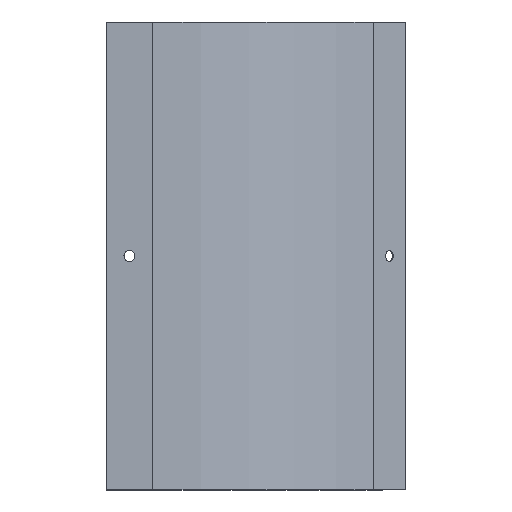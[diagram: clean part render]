
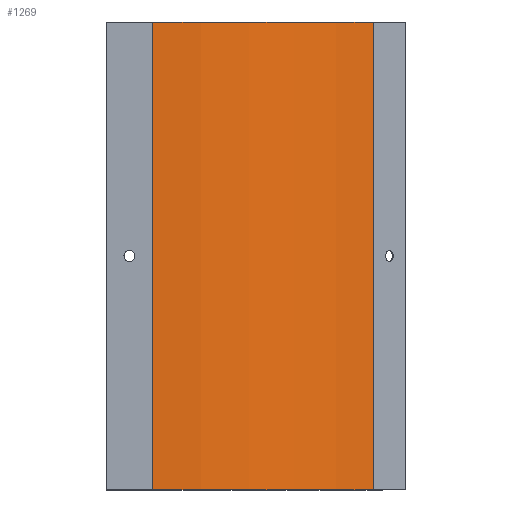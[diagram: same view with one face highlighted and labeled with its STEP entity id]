
A CAD part, front view. The second image highlights one B-rep face of the part: STEP entity #1269.
In plain terms, the highlighted cylindrical face has radius 200 mm (diameter 400 mm), a partial arc.
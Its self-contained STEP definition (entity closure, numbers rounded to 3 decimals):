
#25 = DIRECTION ( 'NONE',  ( 1., 0., 0. ) ) ;
#64 = DIRECTION ( 'NONE',  ( 0., 0., -1. ) ) ;
#75 = CARTESIAN_POINT ( 'NONE',  ( 171.213, 8.579, 0.8 ) ) ;
#83 = DIRECTION ( 'NONE',  ( 0., 0., 1. ) ) ;
#88 = CARTESIAN_POINT ( 'NONE',  ( 29.792, 150., 0.8 ) ) ;
#275 = EDGE_LOOP ( 'NONE', ( #932, #933, #935, #936 ) ) ;
#283 = VERTEX_POINT ( 'NONE', #871 ) ;
#296 = VERTEX_POINT ( 'NONE', #860 ) ;
#304 = VERTEX_POINT ( 'NONE', #852 ) ;
#310 = VERTEX_POINT ( 'NONE', #846 ) ;
#370 = CYLINDRICAL_SURFACE ( 'NONE', #971, 200. ) ;
#412 = EDGE_CURVE ( 'NONE', #310, #296, #593, .T. ) ;
#450 = EDGE_CURVE ( 'NONE', #304, #310, #522, .T. ) ;
#520 = VECTOR ( 'NONE', #1044, 1000. ) ;
#522 = LINE ( 'NONE', #1051, #520 ) ;
#593 = CIRCLE ( 'NONE', #708, 200. ) ;
#606 = FACE_OUTER_BOUND ( 'NONE', #275, .T. ) ;
#611 = CIRCLE ( 'NONE', #685, 200. ) ;
#639 = VECTOR ( 'NONE', #64, 1000. ) ;
#642 = LINE ( 'NONE', #75, #639 ) ;
#685 = AXIS2_PLACEMENT_3D ( 'NONE', #88, #83, #25 ) ;
#708 = AXIS2_PLACEMENT_3D ( 'NONE', #1151, #1152, #1153 ) ;
#712 = EDGE_CURVE ( 'NONE', #283, #296, #642, .T. ) ;
#731 = EDGE_CURVE ( 'NONE', #304, #283, #611, .T. ) ;
#846 = CARTESIAN_POINT ( 'NONE',  ( 29.792, -50., -299.2 ) ) ;
#852 = CARTESIAN_POINT ( 'NONE',  ( 29.792, -50., 0.8 ) ) ;
#860 = CARTESIAN_POINT ( 'NONE',  ( 171.213, 8.579, -299.2 ) ) ;
#871 = CARTESIAN_POINT ( 'NONE',  ( 171.213, 8.579, 0.8 ) ) ;
#932 = ORIENTED_EDGE ( 'NONE', *, *, #412, .T. ) ;
#933 = ORIENTED_EDGE ( 'NONE', *, *, #712, .F. ) ;
#935 = ORIENTED_EDGE ( 'NONE', *, *, #731, .F. ) ;
#936 = ORIENTED_EDGE ( 'NONE', *, *, #450, .T. ) ;
#971 = AXIS2_PLACEMENT_3D ( 'NONE', #1202, #1203, #1209 ) ;
#1044 = DIRECTION ( 'NONE',  ( 0., 0., -1. ) ) ;
#1051 = CARTESIAN_POINT ( 'NONE',  ( 29.792, -50., 0.8 ) ) ;
#1151 = CARTESIAN_POINT ( 'NONE',  ( 29.792, 150., -299.2 ) ) ;
#1152 = DIRECTION ( 'NONE',  ( 0., 0., 1. ) ) ;
#1153 = DIRECTION ( 'NONE',  ( 1., 0., 0. ) ) ;
#1202 = CARTESIAN_POINT ( 'NONE',  ( 29.792, 150., 0.8 ) ) ;
#1203 = DIRECTION ( 'NONE',  ( 0., 0., -1. ) ) ;
#1209 = DIRECTION ( 'NONE',  ( -1., 0., 0. ) ) ;
#1269 = ADVANCED_FACE ( 'NONE', ( #606 ), #370, .T. ) ;
